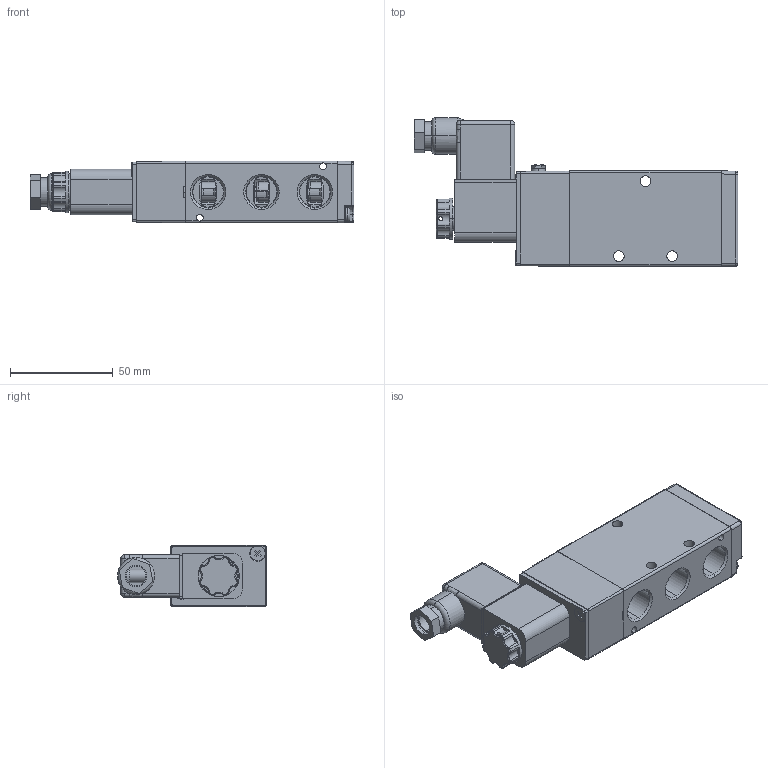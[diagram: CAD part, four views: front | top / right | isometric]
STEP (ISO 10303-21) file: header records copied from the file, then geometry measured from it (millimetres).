
FILE_DESCRIPTION (( 'STEP AP203' ), '1' );
FILE_NAME ('NA313.STEP', '2021-09-27T08:43:24', ( '' ), ( '' ), 'SwSTEP 2.0', 'SolidWorks 2014', '' );
FILE_SCHEMA (( 'CONFIG_CONTROL_DESIGN' ));
Length unit declared in the file: millimetre
Products named in the file (33): NA3102-E2; PSNA2035-預壓; SN20-17活塞VR; NA31-08底蓋-鋅合金模; SV20-29襯套; SV20-07端子墊片; SN20-25電樞1; PRVC4004; NA30-16引導本體; SV3010底蓋螺絲; SV20-06線圈; PSNA2037-預壓; NA20-18活塞; PRF8014; NA2034彈簧定位管; PRNB2007; SV20-30電樞銅管; NA3105-B; SV20-07端子; NA2032; SV20-34電樞銅管OR; NA3106-B; SN30-19手動銷; SV20-07端子螺絲; NA313; SN30-09底蓋o-ring; SN20-12固定螺帽; NA3101-B; SV3011固定鐵片螺絲; NB2011; NA3103-B; SV3015固定鐵片; SN20-28電樞銅管接頭
Assembly tree (43 placements, depth 2):
  NA313
    NA3101-B
    NA3103-B  x6
    NA3105-B  x5
    NA3106-B
    NA20-18活塞
    NA30-16引導本體
    SN20-17活塞VR
    SN30-09底蓋o-ring
    NA31-08底蓋-鋅合金模
    NA3102-E2
    PRVC4004
    NA2032
    NA2034彈簧定位管
    NB2011
    PSNA2035-預壓
    PSNA2037-預壓
    SN20-25電樞1
    SV20-30電樞銅管
    SV20-34電樞銅管OR
    SN20-28電樞銅管接頭
    SV20-29襯套
    PRNB2007
    PRF8014
    SV3015固定鐵片
    SV3010底蓋螺絲  x2
    SV3011固定鐵片螺絲  x2
    SN30-19手動銷
    SV20-06線圈
    SV20-07端子墊片
    SV20-07端子
    SV20-07端子螺絲
    SN20-12固定螺帽
Bounding box: 157.65 x 72.5 x 30 mm (x, y, z)
Volume: 133266.2 mm3; surface area: 92830.6 mm2
Topology: 43 solids, 43 shells, 2432 faces, 5936 edges, 3665 vertices
Faces by surface type: plane 830, cylinder 727, torus 349, cone 245, bspline 193, sphere 88
Entity records: 76908 total; most frequent: CARTESIAN_POINT 25844, DIRECTION 10008, ORIENTED_EDGE 9942, EDGE_CURVE 4971, AXIS2_PLACEMENT_3D 4015, VERTEX_POINT 3075, EDGE_LOOP 2244, CIRCLE 2114
